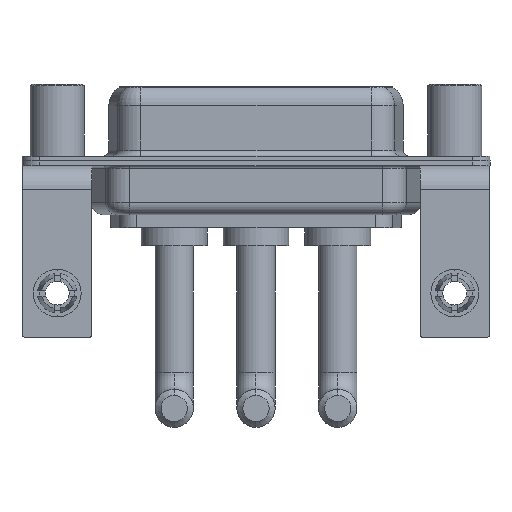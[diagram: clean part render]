
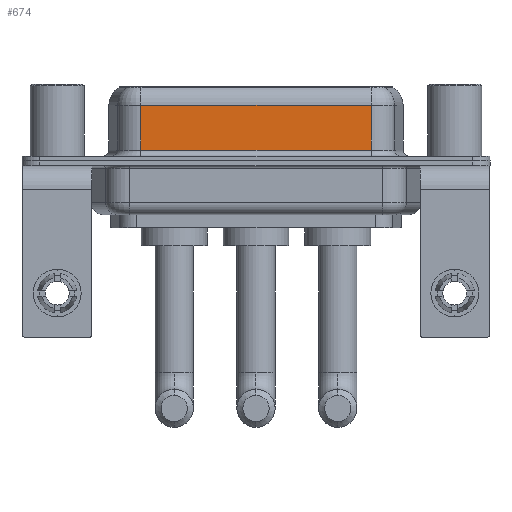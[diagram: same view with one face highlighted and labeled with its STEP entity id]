
A CAD part, front view. The second image highlights one B-rep face of the part: STEP entity #674.
In plain terms, the highlighted planar face has unit normal (0, -1, 0).
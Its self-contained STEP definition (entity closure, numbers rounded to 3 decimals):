
#36 = PLANE ( 'NONE',  #5935 ) ;
#674 = ADVANCED_FACE ( 'NONE', ( #4947 ), #36, .F. ) ;
#761 = CARTESIAN_POINT ( 'NONE',  ( 26.287, -3.95, 0.9 ) ) ;
#952 = DIRECTION ( 'NONE',  ( 0., 1., 0. ) ) ;
#1196 = DIRECTION ( 'NONE',  ( 0., 0., 1. ) ) ;
#1437 = ORIENTED_EDGE ( 'NONE', *, *, #11086, .T. ) ;
#2084 = DIRECTION ( 'NONE',  ( 1., 0., 0. ) ) ;
#2216 = VECTOR ( 'NONE', #2084, 1000. ) ;
#4050 = DIRECTION ( 'NONE',  ( 0., 0., -1. ) ) ;
#4912 = LINE ( 'NONE', #12523, #2216 ) ;
#4947 = FACE_OUTER_BOUND ( 'NONE', #6091, .T. ) ;
#5935 = AXIS2_PLACEMENT_3D ( 'NONE', #15039, #952, #1196 ) ;
#5949 = EDGE_CURVE ( 'NONE', #15075, #11115, #6460, .T. ) ;
#6091 = EDGE_LOOP ( 'NONE', ( #9267, #16488, #7079, #1437 ) ) ;
#6460 = LINE ( 'NONE', #7789, #6707 ) ;
#6707 = VECTOR ( 'NONE', #4050, 1000. ) ;
#6756 = VERTEX_POINT ( 'NONE', #761 ) ;
#7079 = ORIENTED_EDGE ( 'NONE', *, *, #5949, .T. ) ;
#7702 = CARTESIAN_POINT ( 'NONE',  ( 26.287, -3.95, 6.4 ) ) ;
#7775 = VERTEX_POINT ( 'NONE', #8095 ) ;
#7789 = CARTESIAN_POINT ( 'NONE',  ( 7.013, -3.95, 6.4 ) ) ;
#8095 = CARTESIAN_POINT ( 'NONE',  ( 26.287, -3.95, 4.65 ) ) ;
#9135 = EDGE_CURVE ( 'NONE', #7775, #15075, #9861, .T. ) ;
#9267 = ORIENTED_EDGE ( 'NONE', *, *, #15753, .F. ) ;
#9779 = CARTESIAN_POINT ( 'NONE',  ( 26.287, -3.95, 4.65 ) ) ;
#9861 = LINE ( 'NONE', #9779, #12567 ) ;
#10010 = CARTESIAN_POINT ( 'NONE',  ( 7.013, -3.95, 0.9 ) ) ;
#11086 = EDGE_CURVE ( 'NONE', #11115, #6756, #4912, .T. ) ;
#11115 = VERTEX_POINT ( 'NONE', #10010 ) ;
#12523 = CARTESIAN_POINT ( 'NONE',  ( 26.287, -3.95, 0.9 ) ) ;
#12542 = DIRECTION ( 'NONE',  ( -1., 0., 0. ) ) ;
#12567 = VECTOR ( 'NONE', #12542, 1000. ) ;
#13583 = CARTESIAN_POINT ( 'NONE',  ( 7.013, -3.95, 4.65 ) ) ;
#14054 = DIRECTION ( 'NONE',  ( 0., 0., -1. ) ) ;
#14800 = VECTOR ( 'NONE', #14054, 1000. ) ;
#15039 = CARTESIAN_POINT ( 'NONE',  ( 26.287, -3.95, 6.4 ) ) ;
#15075 = VERTEX_POINT ( 'NONE', #13583 ) ;
#15210 = LINE ( 'NONE', #7702, #14800 ) ;
#15753 = EDGE_CURVE ( 'NONE', #7775, #6756, #15210, .T. ) ;
#16488 = ORIENTED_EDGE ( 'NONE', *, *, #9135, .T. ) ;
